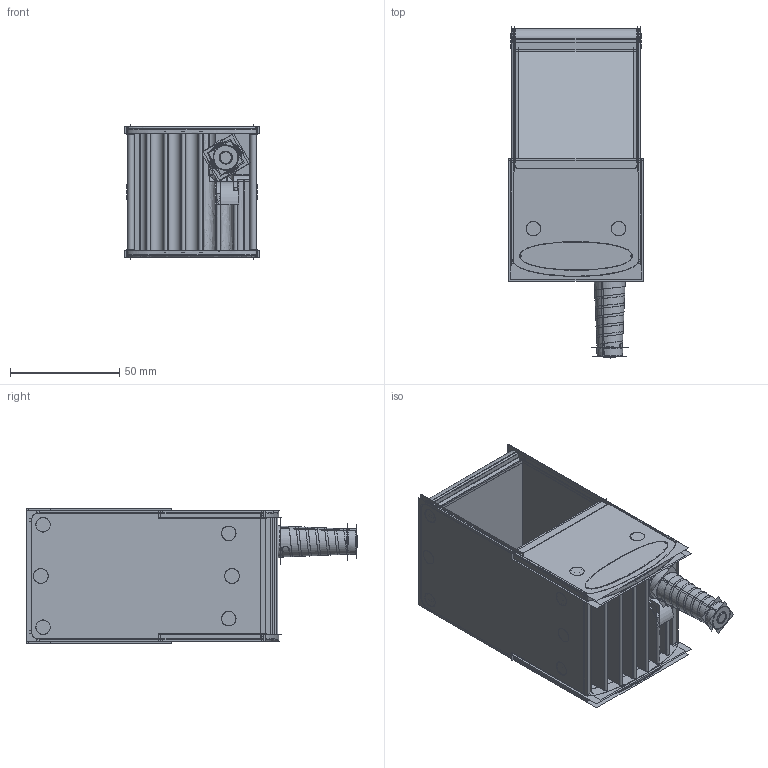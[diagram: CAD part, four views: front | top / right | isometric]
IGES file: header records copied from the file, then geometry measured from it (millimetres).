
Start section:  PTC IGES file: 202703.igs
Global section: file name: 202703.igs; native system: Creo Parametric by PTC Inc.; preprocessor: 2016260; author: pdmadmin; organization: Unknown; date: 20170913.071903; units: millimetre
Bounding box: 61.63 x 151.97 x 62.24 mm (x, y, z)
Volume: 129433 mm3; surface area: 494875 mm2
Topology: 27 solids, 51 shells, 2084 faces, 10886 edges, 13921 vertices
Faces by surface type: revolution 1162, bspline 922
